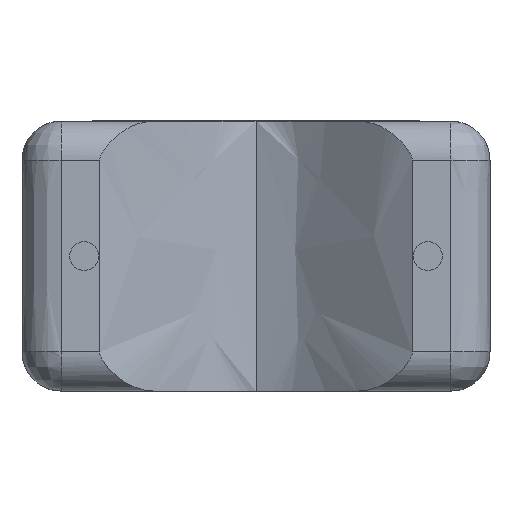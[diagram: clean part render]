
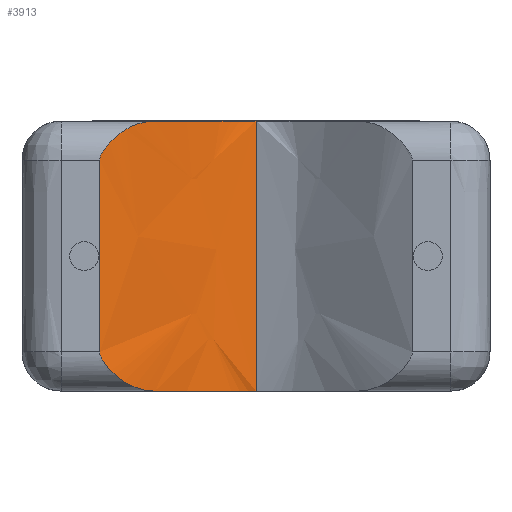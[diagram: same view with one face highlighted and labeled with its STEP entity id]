
A CAD part, front view. The second image highlights one B-rep face of the part: STEP entity #3913.
In plain terms, the highlighted free-form (B-spline) face has degree [3, 1] with [4, 2] control points.
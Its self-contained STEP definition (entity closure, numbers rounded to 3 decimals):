
#64 = CARTESIAN_POINT ( 'NONE',  ( 3.253, 0.883, 6.89 ) ) ;
#135 = CARTESIAN_POINT ( 'NONE',  ( 1.983, 0., 1. ) ) ;
#147 = EDGE_LOOP ( 'NONE', ( #1417, #190, #4366, #4010, #3185, #4582 ) ) ;
#190 = ORIENTED_EDGE ( 'NONE', *, *, #2734, .F. ) ;
#285 = CARTESIAN_POINT ( 'NONE',  ( 5.97, 2.54, 0. ) ) ;
#398 = CARTESIAN_POINT ( 'NONE',  ( 4.209, 1.713, 6.89 ) ) ;
#425 = CARTESIAN_POINT ( 'NONE',  ( 5.97, 2.54, 6.89 ) ) ;
#430 = CARTESIAN_POINT ( 'NONE',  ( 2.472, 0.25, 6.563 ) ) ;
#447 = CARTESIAN_POINT ( 'NONE',  ( 2.351, 0.168, 0.429 ) ) ;
#571 = LINE ( 'NONE', #1223, #3507 ) ;
#586 = DIRECTION ( 'NONE',  ( 0., 0., -1. ) ) ;
#628 = CARTESIAN_POINT ( 'NONE',  ( 4.612, 2.54, 0. ) ) ;
#710 = LINE ( 'NONE', #2145, #776 ) ;
#741 = CARTESIAN_POINT ( 'NONE',  ( 1.983, 0., 0.955 ) ) ;
#776 = VECTOR ( 'NONE', #586, 1000. ) ;
#794 = CARTESIAN_POINT ( 'NONE',  ( 2.474, 0.251, 0.326 ) ) ;
#853 = EDGE_CURVE ( 'NONE', #3873, #2724, #710, .T. ) ;
#909 = VERTEX_POINT ( 'NONE', #4159 ) ;
#966 = CARTESIAN_POINT ( 'NONE',  ( 3.388, 1., 0. ) ) ;
#1025 = CARTESIAN_POINT ( 'NONE',  ( 5.97, 2.54, 6.89 ) ) ;
#1066 = FACE_OUTER_BOUND ( 'NONE', #147, .T. ) ;
#1100 = CARTESIAN_POINT ( 'NONE',  ( 3.12, 0.768, 0.02 ) ) ;
#1129 = CARTESIAN_POINT ( 'NONE',  ( 1.995, 0.003, 5.979 ) ) ;
#1216 = CARTESIAN_POINT ( 'NONE',  ( 2.031, 0.014, 0.829 ) ) ;
#1218 = CARTESIAN_POINT ( 'NONE',  ( 5.158, 2.54, 0. ) ) ;
#1223 = CARTESIAN_POINT ( 'NONE',  ( 5.97, 2.54, 10. ) ) ;
#1383 = CARTESIAN_POINT ( 'NONE',  ( 1.982, 0., 0. ) ) ;
#1417 = ORIENTED_EDGE ( 'NONE', *, *, #3020, .F. ) ;
#1449 = B_SPLINE_CURVE_WITH_KNOTS ( 'NONE', 3,
 ( #425, #1823, #398, #1847 ),
 .UNSPECIFIED., .F., .F.,
 ( 4, 4 ),
 ( 0., 0.598 ),
 .UNSPECIFIED. ) ;
#1455 = CARTESIAN_POINT ( 'NONE',  ( 5.97, 2.54, 6.89 ) ) ;
#1502 = CARTESIAN_POINT ( 'NONE',  ( 2.054, 0.021, 0.791 ) ) ;
#1779 = CARTESIAN_POINT ( 'NONE',  ( 3.119, 0.766, 6.869 ) ) ;
#1800 = B_SPLINE_CURVE_WITH_KNOTS ( 'NONE', 3,
 ( #2912, #4357, #1129, #3226, #4645, #2136, #3578, #2557, #430, #1851, #3298, #1779, #64, #2823 ),
 .UNSPECIFIED., .F., .F.,
 ( 4, 2, 2, 2, 2, 2, 4 ),
 ( 0., 0., 0., 0.001, 0.001, 0.002, 0.002 ),
 .UNSPECIFIED. ) ;
#1823 = CARTESIAN_POINT ( 'NONE',  ( 5.158, 2.54, 6.89 ) ) ;
#1847 = CARTESIAN_POINT ( 'NONE',  ( 3.388, 1., 6.89 ) ) ;
#1851 = CARTESIAN_POINT ( 'NONE',  ( 2.723, 0.437, 6.726 ) ) ;
#1922 = CARTESIAN_POINT ( 'NONE',  ( 5.97, 2.54, 0. ) ) ;
#2000 = DIRECTION ( 'NONE',  ( 0., 0., -1. ) ) ;
#2049 = VERTEX_POINT ( 'NONE', #4172 ) ;
#2104 = CARTESIAN_POINT ( 'NONE',  ( 2.869, 0.225, 0. ) ) ;
#2136 = CARTESIAN_POINT ( 'NONE',  ( 2.126, 0.049, 6.209 ) ) ;
#2145 = CARTESIAN_POINT ( 'NONE',  ( 1.983, 0., 10. ) ) ;
#2150 = EDGE_CURVE ( 'NONE', #909, #2724, #2636, .T. ) ;
#2166 = EDGE_CURVE ( 'NONE', #3575, #2049, #1449, .T. ) ;
#2295 = CARTESIAN_POINT ( 'NONE',  ( 1.983, 0., 1. ) ) ;
#2456 = CARTESIAN_POINT ( 'NONE',  ( 4.612, 2.54, 6.89 ) ) ;
#2557 = CARTESIAN_POINT ( 'NONE',  ( 2.349, 0.167, 6.459 ) ) ;
#2621 = CARTESIAN_POINT ( 'NONE',  ( 4.209, 1.713, 0. ) ) ;
#2636 = B_SPLINE_CURVE_WITH_KNOTS ( 'NONE', 3,
 ( #966, #3841, #1100, #3452, #4530, #794, #447, #3990, #2930, #1502, #1216, #3968, #741, #135 ),
 .UNSPECIFIED., .F., .F.,
 ( 4, 2, 2, 2, 2, 2, 4 ),
 ( 0., 0.001, 0.001, 0.002, 0.002, 0.002, 0.002 ),
 .UNSPECIFIED. ) ;
#2724 = VERTEX_POINT ( 'NONE', #2295 ) ;
#2734 = EDGE_CURVE ( 'NONE', #3575, #3019, #571, .T. ) ;
#2823 = CARTESIAN_POINT ( 'NONE',  ( 3.388, 1., 6.89 ) ) ;
#2912 = CARTESIAN_POINT ( 'NONE',  ( 1.983, 0., 5.89 ) ) ;
#2930 = CARTESIAN_POINT ( 'NONE',  ( 2.126, 0.049, 0.681 ) ) ;
#2961 = EDGE_CURVE ( 'NONE', #3873, #2049, #1800, .T. ) ;
#3019 = VERTEX_POINT ( 'NONE', #1922 ) ;
#3020 = EDGE_CURVE ( 'NONE', #3019, #909, #4052, .T. ) ;
#3185 = ORIENTED_EDGE ( 'NONE', *, *, #853, .T. ) ;
#3226 = CARTESIAN_POINT ( 'NONE',  ( 2.031, 0.014, 6.061 ) ) ;
#3298 = CARTESIAN_POINT ( 'NONE',  ( 2.855, 0.544, 6.788 ) ) ;
#3381 = CARTESIAN_POINT ( 'NONE',  ( 3.388, 1., 0. ) ) ;
#3452 = CARTESIAN_POINT ( 'NONE',  ( 2.857, 0.546, 0.101 ) ) ;
#3507 = VECTOR ( 'NONE', #2000, 1000. ) ;
#3548 = CARTESIAN_POINT ( 'NONE',  ( 1.982, 0., 6.89 ) ) ;
#3575 = VERTEX_POINT ( 'NONE', #1455 ) ;
#3578 = CARTESIAN_POINT ( 'NONE',  ( 2.18, 0.075, 6.275 ) ) ;
#3691 = CARTESIAN_POINT ( 'NONE',  ( 5.97, 2.54, 0. ) ) ;
#3841 = CARTESIAN_POINT ( 'NONE',  ( 3.253, 0.883, 0. ) ) ;
#3873 = VERTEX_POINT ( 'NONE', #4592 ) ;
#3899 = CARTESIAN_POINT ( 'NONE',  ( 2.869, 0.225, 6.89 ) ) ;
#3913 = ADVANCED_FACE ( 'NONE', ( #1066 ), #4179, .T. ) ;
#3968 = CARTESIAN_POINT ( 'NONE',  ( 1.995, 0.003, 0.911 ) ) ;
#3990 = CARTESIAN_POINT ( 'NONE',  ( 2.18, 0.075, 0.614 ) ) ;
#4010 = ORIENTED_EDGE ( 'NONE', *, *, #2961, .F. ) ;
#4052 = B_SPLINE_CURVE_WITH_KNOTS ( 'NONE', 3,
 ( #3691, #1218, #2621, #3381 ),
 .UNSPECIFIED., .F., .F.,
 ( 4, 4 ),
 ( 0., 0.598 ),
 .UNSPECIFIED. ) ;
#4159 = CARTESIAN_POINT ( 'NONE',  ( 3.388, 1., 0. ) ) ;
#4172 = CARTESIAN_POINT ( 'NONE',  ( 3.388, 1., 6.89 ) ) ;
#4179 = B_SPLINE_SURFACE_WITH_KNOTS ( 'NONE', 3, 1, ( 
 ( #1025, #285 ),
 ( #2456, #628 ),
 ( #3899, #2104 ),
 ( #3548, #1383 ) ),
 .UNSPECIFIED., .F., .F., .F.,
 ( 4, 4 ),
 ( 2, 2 ),
 ( 0., 1. ),
 ( 0., 1. ),
 .UNSPECIFIED. ) ;
#4357 = CARTESIAN_POINT ( 'NONE',  ( 1.983, 0., 5.936 ) ) ;
#4366 = ORIENTED_EDGE ( 'NONE', *, *, #2166, .T. ) ;
#4530 = CARTESIAN_POINT ( 'NONE',  ( 2.725, 0.439, 0.163 ) ) ;
#4582 = ORIENTED_EDGE ( 'NONE', *, *, #2150, .F. ) ;
#4592 = CARTESIAN_POINT ( 'NONE',  ( 1.983, 0., 5.89 ) ) ;
#4645 = CARTESIAN_POINT ( 'NONE',  ( 2.053, 0.021, 6.099 ) ) ;
